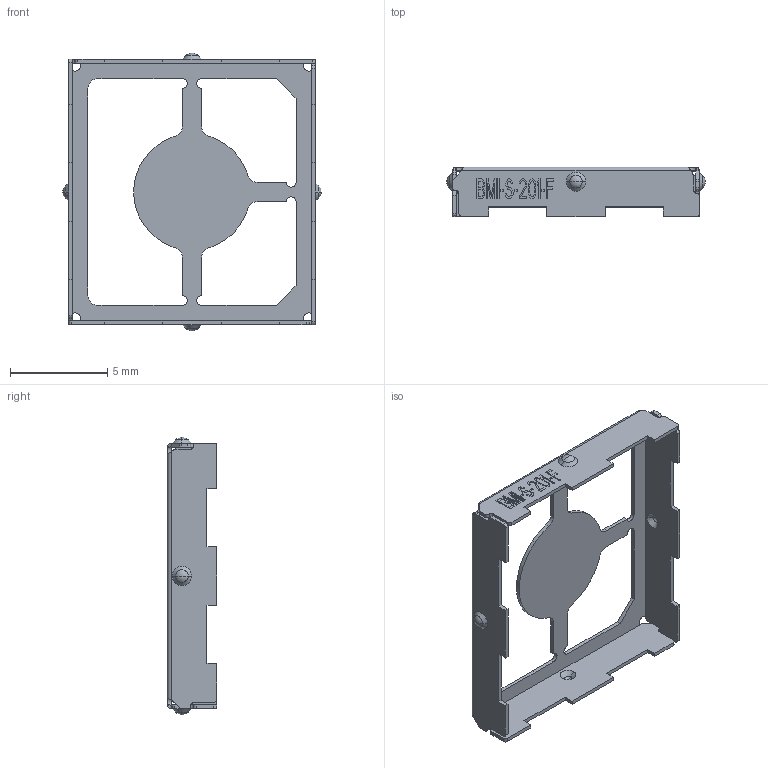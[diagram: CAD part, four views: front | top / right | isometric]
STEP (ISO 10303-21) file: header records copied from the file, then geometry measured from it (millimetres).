
FILE_DESCRIPTION((''),'2;1');
FILE_NAME('BMI-S-201-F','2020-06-25T10:23:21',('Tim.Wrona'),('LAIRD'),'CREO PARAMETRIC BY PTC INC, 2018020','CREO PARAMETRIC BY PTC INC, 2018020','');
FILE_SCHEMA(('AUTOMOTIVE_DESIGN { 1 0 10303 214 1 1 1 1 }'));
Length unit declared in the file: millimetre
Products named in the file (1): BMI-S-201-F
Bounding box: 13.31 x 2.54 x 14.27 mm (x, y, z)
Volume: 38.1 mm3; surface area: 415.5 mm2
Topology: 1 solids, 1 shells, 517 faces, 1439 edges, 938 vertices
Faces by surface type: plane 407, cylinder 61, bspline 17, cone 16, sphere 16
Entity records: 21624 total; most frequent: CARTESIAN_POINT 3595, ORIENTED_EDGE 2846, DIRECTION 2584, PRESENTATION_STYLE_ASSIGNMENT 1427, STYLED_ITEM 1425, CURVE_STYLE 1424, EDGE_CURVE 1423, VECTOR 1243
